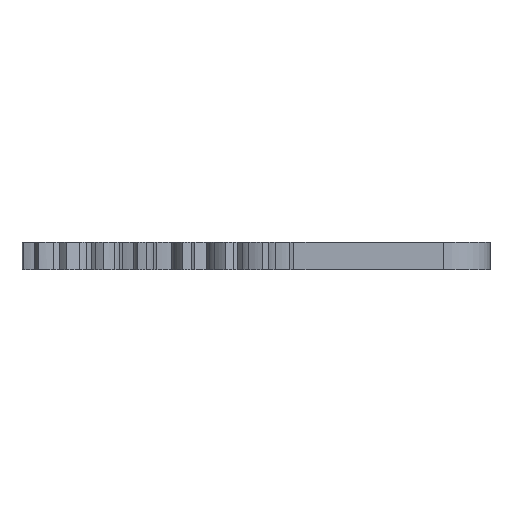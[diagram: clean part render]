
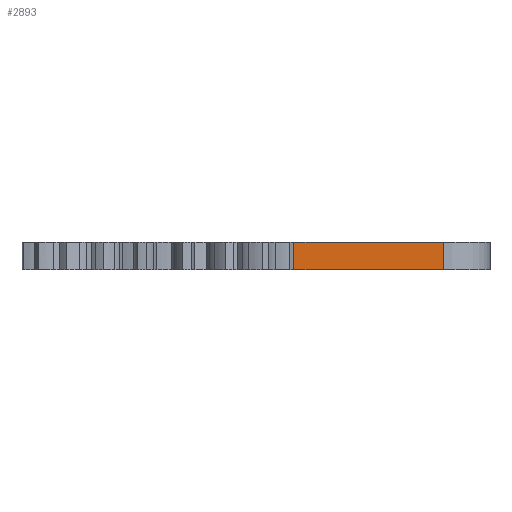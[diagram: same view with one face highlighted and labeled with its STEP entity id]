
A CAD part, front view. The second image highlights one B-rep face of the part: STEP entity #2893.
In plain terms, the highlighted planar face has unit normal (0, -1, 0).
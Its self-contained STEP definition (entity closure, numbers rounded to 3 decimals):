
#67=PLANE('',#3072);
#463=FACE_OUTER_BOUND('',#621,.T.);
#621=EDGE_LOOP('',(#2695,#2696,#2697,#2698));
#763=LINE('',#10629,#947);
#800=LINE('',#18061,#984);
#802=LINE('',#18069,#986);
#805=LINE('',#18077,#989);
#947=VECTOR('',#3448,10.);
#984=VECTOR('',#3565,10.);
#986=VECTOR('',#3575,10.);
#989=VECTOR('',#3584,10.);
#1322=VERTEX_POINT('',#10626);
#1323=VERTEX_POINT('',#10628);
#1366=VERTEX_POINT('',#18060);
#1368=VERTEX_POINT('',#18068);
#1706=EDGE_CURVE('',#1323,#1322,#763,.T.);
#1804=EDGE_CURVE('',#1366,#1323,#800,.T.);
#1808=EDGE_CURVE('',#1366,#1368,#802,.T.);
#1813=EDGE_CURVE('',#1322,#1368,#805,.T.);
#2695=ORIENTED_EDGE('',*,*,#1804,.T.);
#2696=ORIENTED_EDGE('',*,*,#1706,.T.);
#2697=ORIENTED_EDGE('',*,*,#1813,.T.);
#2698=ORIENTED_EDGE('',*,*,#1808,.F.);
#2893=ADVANCED_FACE('',(#463),#67,.T.);
#3072=AXIS2_PLACEMENT_3D('',#18080,#3588,#3589);
#3448=DIRECTION('',(1.,0.,0.));
#3565=DIRECTION('',(0.,0.,-1.));
#3575=DIRECTION('',(1.,0.,0.));
#3584=DIRECTION('',(0.,0.,1.));
#3588=DIRECTION('center_axis',(0.,-1.,0.));
#3589=DIRECTION('ref_axis',(1.,0.,0.));
#10626=CARTESIAN_POINT('',(30.,-5.,0.));
#10628=CARTESIAN_POINT('',(13.077,-5.,0.));
#10629=CARTESIAN_POINT('',(0.,-5.,0.));
#18060=CARTESIAN_POINT('',(13.077,-5.,3.));
#18061=CARTESIAN_POINT('',(13.077,-5.,0.));
#18068=CARTESIAN_POINT('',(30.,-5.,3.));
#18069=CARTESIAN_POINT('',(0.,-5.,3.));
#18077=CARTESIAN_POINT('',(30.,-5.,0.));
#18080=CARTESIAN_POINT('Origin',(13.077,-5.,0.));
